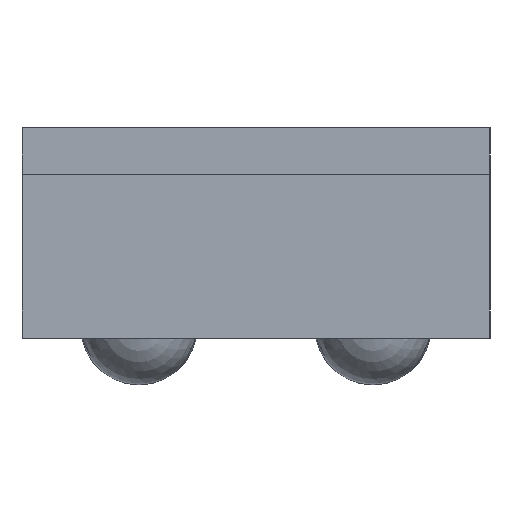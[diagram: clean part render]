
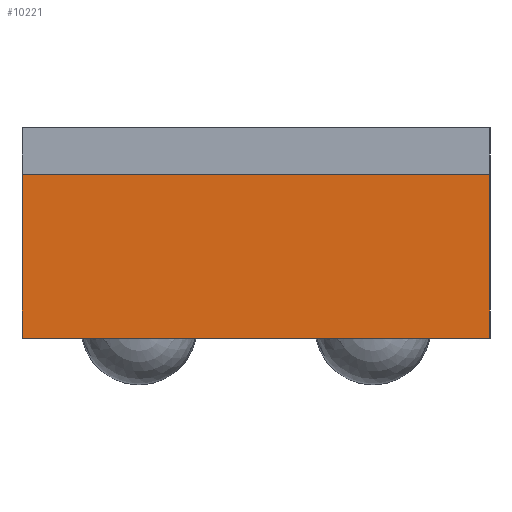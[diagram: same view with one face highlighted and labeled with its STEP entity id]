
A CAD part, left-side view. The second image highlights one B-rep face of the part: STEP entity #10221.
In plain terms, the highlighted planar face has unit normal (-1, 0, 0).
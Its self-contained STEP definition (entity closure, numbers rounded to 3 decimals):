
#209 = DIRECTION ( 'NONE',  ( 0., 0., 1. ) ) ;
#537 = VERTEX_POINT ( 'NONE', #6810 ) ;
#729 = PLANE ( 'NONE',  #11282 ) ;
#881 = VECTOR ( 'NONE', #1309, 1000. ) ;
#898 = CARTESIAN_POINT ( 'NONE',  ( -0.75, -0.5, -2.603 ) ) ;
#1018 = CARTESIAN_POINT ( 'NONE',  ( -0.75, 0.5, -2.603 ) ) ;
#1076 = EDGE_CURVE ( 'NONE', #6806, #6539, #5607, .T. ) ;
#1309 = DIRECTION ( 'NONE',  ( 0., -1., 0. ) ) ;
#1341 = ORIENTED_EDGE ( 'NONE', *, *, #8105, .F. ) ;
#1562 = VECTOR ( 'NONE', #209, 1000. ) ;
#2126 = EDGE_LOOP ( 'NONE', ( #1341, #2673, #4661, #4780 ) ) ;
#2294 = LINE ( 'NONE', #5807, #881 ) ;
#2673 = ORIENTED_EDGE ( 'NONE', *, *, #3123, .T. ) ;
#2881 = LINE ( 'NONE', #1018, #11643 ) ;
#3123 = EDGE_CURVE ( 'NONE', #537, #6806, #2294, .T. ) ;
#3260 = CARTESIAN_POINT ( 'NONE',  ( -0.75, -0.5, 0. ) ) ;
#3552 = DIRECTION ( 'NONE',  ( 0., 1., 0. ) ) ;
#3973 = VECTOR ( 'NONE', #7517, 1000. ) ;
#4520 = DIRECTION ( 'NONE',  ( 1., 0., 0. ) ) ;
#4661 = ORIENTED_EDGE ( 'NONE', *, *, #1076, .T. ) ;
#4780 = ORIENTED_EDGE ( 'NONE', *, *, #11729, .T. ) ;
#5309 = VERTEX_POINT ( 'NONE', #9533 ) ;
#5607 = LINE ( 'NONE', #7267, #1562 ) ;
#5724 = CARTESIAN_POINT ( 'NONE',  ( -0.75, -0.5, 0. ) ) ;
#5807 = CARTESIAN_POINT ( 'NONE',  ( -0.75, -0.5, -0.35 ) ) ;
#6115 = FACE_OUTER_BOUND ( 'NONE', #2126, .T. ) ;
#6539 = VERTEX_POINT ( 'NONE', #3260 ) ;
#6806 = VERTEX_POINT ( 'NONE', #10450 ) ;
#6810 = CARTESIAN_POINT ( 'NONE',  ( -0.75, 0.5, -0.35 ) ) ;
#7267 = CARTESIAN_POINT ( 'NONE',  ( -0.75, -0.5, -2.603 ) ) ;
#7447 = LINE ( 'NONE', #5724, #3973 ) ;
#7517 = DIRECTION ( 'NONE',  ( 0., 1., 0. ) ) ;
#8105 = EDGE_CURVE ( 'NONE', #537, #5309, #2881, .T. ) ;
#9338 = DIRECTION ( 'NONE',  ( 0., 0., 1. ) ) ;
#9533 = CARTESIAN_POINT ( 'NONE',  ( -0.75, 0.5, 0. ) ) ;
#10221 = ADVANCED_FACE ( 'NONE', ( #6115 ), #729, .F. ) ;
#10450 = CARTESIAN_POINT ( 'NONE',  ( -0.75, -0.5, -0.35 ) ) ;
#11282 = AXIS2_PLACEMENT_3D ( 'NONE', #898, #4520, #3552 ) ;
#11643 = VECTOR ( 'NONE', #9338, 1000. ) ;
#11729 = EDGE_CURVE ( 'NONE', #6539, #5309, #7447, .T. ) ;
